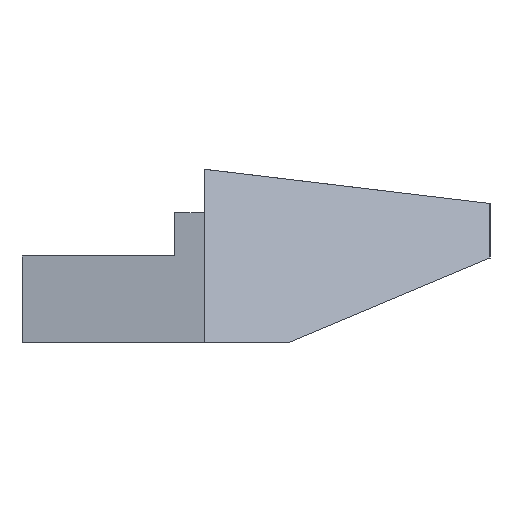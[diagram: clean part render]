
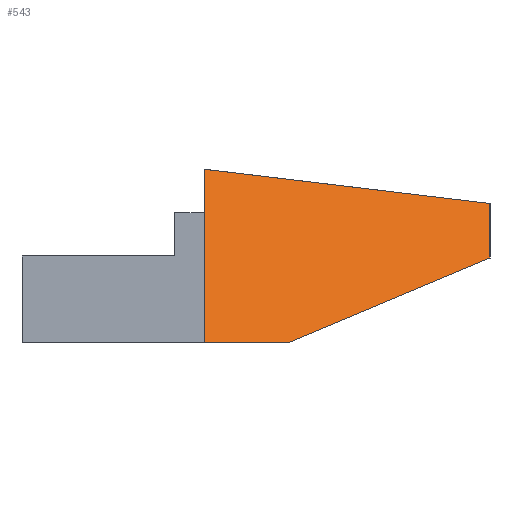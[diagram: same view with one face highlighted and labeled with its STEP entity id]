
A CAD part, left-side view. The second image highlights one B-rep face of the part: STEP entity #543.
In plain terms, the highlighted planar face has unit normal (-0.869, 0, 0.495).
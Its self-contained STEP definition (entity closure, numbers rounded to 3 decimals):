
#108 = VERTEX_POINT ( 'NONE', #759 ) ;
#124 = VERTEX_POINT ( 'NONE', #705 ) ;
#141 = EDGE_CURVE ( 'NONE', #124, #108, #637, .T. ) ;
#201 = VERTEX_POINT ( 'NONE', #911 ) ;
#237 = EDGE_CURVE ( 'NONE', #124, #293, #836, .T. ) ;
#252 = EDGE_CURVE ( 'NONE', #201, #108, #1049, .T. ) ;
#288 = VERTEX_POINT ( 'NONE', #1007 ) ;
#293 = VERTEX_POINT ( 'NONE', #996 ) ;
#304 = EDGE_CURVE ( 'NONE', #201, #288, #986, .T. ) ;
#312 = EDGE_CURVE ( 'NONE', #293, #288, #977, .T. ) ;
#429 = EDGE_LOOP ( 'NONE', ( #430, #431, #433, #434, #435 ) ) ;
#430 = ORIENTED_EDGE ( 'NONE', *, *, #141, .T. ) ;
#431 = ORIENTED_EDGE ( 'NONE', *, *, #252, .F. ) ;
#433 = ORIENTED_EDGE ( 'NONE', *, *, #304, .T. ) ;
#434 = ORIENTED_EDGE ( 'NONE', *, *, #312, .F. ) ;
#435 = ORIENTED_EDGE ( 'NONE', *, *, #237, .F. ) ;
#543 = ADVANCED_FACE ( 'NONE', ( #1146 ), #1145, .F. ) ;
#634 = DIRECTION ( 'NONE',  ( 0.495, 0., 0.869 ) ) ;
#635 = VECTOR ( 'NONE', #634, 1000. ) ;
#636 = CARTESIAN_POINT ( 'NONE',  ( 92.283, 112.554, 0.666 ) ) ;
#637 = LINE ( 'NONE', #636, #635 ) ;
#705 = CARTESIAN_POINT ( 'NONE',  ( 91.32, 112.554, -1.023 ) ) ;
#759 = CARTESIAN_POINT ( 'NONE',  ( 91.678, 112.554, -0.394 ) ) ;
#833 = DIRECTION ( 'NONE',  ( -0.216, 0.9, -0.379 ) ) ;
#834 = VECTOR ( 'NONE', #833, 1000. ) ;
#835 = CARTESIAN_POINT ( 'NONE',  ( 90.711, 115.092, -2.092 ) ) ;
#836 = LINE ( 'NONE', #835, #834 ) ;
#911 = CARTESIAN_POINT ( 'NONE',  ( 91.903, 115.848, 0. ) ) ;
#974 = DIRECTION ( 'NONE',  ( 0., 1., 0. ) ) ;
#975 = VECTOR ( 'NONE', #974, 1000. ) ;
#976 = CARTESIAN_POINT ( 'NONE',  ( 90.763, 105.848, -2. ) ) ;
#977 = LINE ( 'NONE', #976, #975 ) ;
#983 = DIRECTION ( 'NONE',  ( -0.495, 0., -0.869 ) ) ;
#984 = VECTOR ( 'NONE', #983, 1000. ) ;
#985 = CARTESIAN_POINT ( 'NONE',  ( 89.861, 115.848, -3.583 ) ) ;
#986 = LINE ( 'NONE', #985, #984 ) ;
#996 = CARTESIAN_POINT ( 'NONE',  ( 90.763, 114.874, -2. ) ) ;
#1007 = CARTESIAN_POINT ( 'NONE',  ( 90.763, 115.848, -2. ) ) ;
#1049 = LINE ( 'NONE', #1070, #1069 ) ;
#1068 = DIRECTION ( 'NONE',  ( -0.068, -0.991, -0.119 ) ) ;
#1069 = VECTOR ( 'NONE', #1068, 1000. ) ;
#1070 = CARTESIAN_POINT ( 'NONE',  ( 91.96, 116.677, 0.099 ) ) ;
#1101 = DIRECTION ( 'NONE',  ( -0.495, 0., -0.869 ) ) ;
#1102 = DIRECTION ( 'NONE',  ( 0.869, 0., -0.495 ) ) ;
#1103 = CARTESIAN_POINT ( 'NONE',  ( 89.861, 105.848, -3.583 ) ) ;
#1104 = AXIS2_PLACEMENT_3D ( 'NONE', #1103, #1102, #1101 ) ;
#1145 = PLANE ( 'NONE',  #1104 ) ;
#1146 = FACE_OUTER_BOUND ( 'NONE', #429, .T. ) ;
